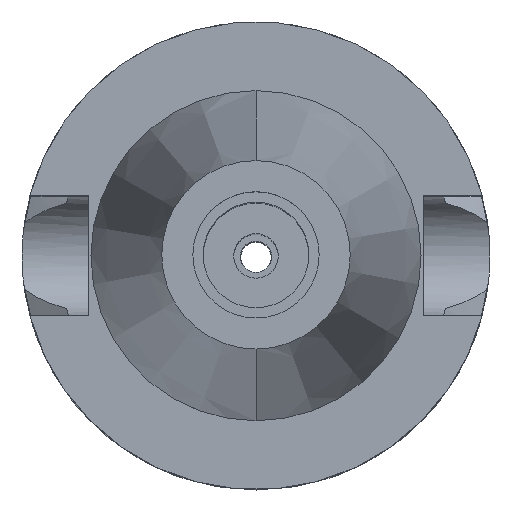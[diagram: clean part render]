
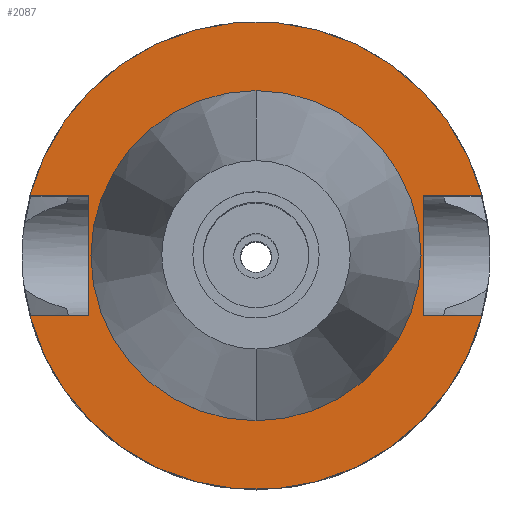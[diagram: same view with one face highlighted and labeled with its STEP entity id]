
A CAD part, top view. The second image highlights one B-rep face of the part: STEP entity #2087.
In plain terms, the highlighted planar face has unit normal (0, 0, 1).
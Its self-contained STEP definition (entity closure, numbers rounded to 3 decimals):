
#22 = ORIENTED_EDGE ( 'NONE', *, *, #2462, .T. ) ;
#48 = LINE ( 'NONE', #969, #801 ) ;
#51 = CARTESIAN_POINT ( 'NONE',  ( 22.5, 8.05, -1. ) ) ;
#103 = FACE_OUTER_BOUND ( 'NONE', #1237, .T. ) ;
#124 = CIRCLE ( 'NONE', #954, 22.225 ) ;
#201 = VERTEX_POINT ( 'NONE', #980 ) ;
#202 = CARTESIAN_POINT ( 'NONE',  ( -22.5, 8.05, -1. ) ) ;
#245 = CARTESIAN_POINT ( 'NONE',  ( 0., 0., -1. ) ) ;
#359 = CARTESIAN_POINT ( 'NONE',  ( 0., 22.225, -1. ) ) ;
#430 = LINE ( 'NONE', #2053, #1770 ) ;
#512 = LINE ( 'NONE', #2164, #719 ) ;
#574 = DIRECTION ( 'NONE',  ( -1., 0., 0. ) ) ;
#581 = DIRECTION ( 'NONE',  ( 0., 0., -1. ) ) ;
#606 = ORIENTED_EDGE ( 'NONE', *, *, #1413, .F. ) ;
#607 = AXIS2_PLACEMENT_3D ( 'NONE', #2496, #635, #2234 ) ;
#635 = DIRECTION ( 'NONE',  ( 0., 0., 1. ) ) ;
#694 = DIRECTION ( 'NONE',  ( 0., 0., 1. ) ) ;
#719 = VECTOR ( 'NONE', #574, 1000. ) ;
#801 = VECTOR ( 'NONE', #2818, 1000. ) ;
#813 = EDGE_CURVE ( 'NONE', #2121, #1492, #1334, .T. ) ;
#826 = ORIENTED_EDGE ( 'NONE', *, *, #2536, .F. ) ;
#831 = CARTESIAN_POINT ( 'NONE',  ( 22.5, -8.05, -1. ) ) ;
#874 = LINE ( 'NONE', #831, #1434 ) ;
#901 = EDGE_CURVE ( 'NONE', #201, #2725, #48, .T. ) ;
#927 = DIRECTION ( 'NONE',  ( 0., 1., 0. ) ) ;
#954 = AXIS2_PLACEMENT_3D ( 'NONE', #245, #694, #927 ) ;
#969 = CARTESIAN_POINT ( 'NONE',  ( -22.5, -8.05, -1. ) ) ;
#980 = CARTESIAN_POINT ( 'NONE',  ( -22.5, -8.05, -1. ) ) ;
#988 = VERTEX_POINT ( 'NONE', #2224 ) ;
#1003 = AXIS2_PLACEMENT_3D ( 'NONE', #2706, #1331, #1755 ) ;
#1012 = ORIENTED_EDGE ( 'NONE', *, *, #1359, .F. ) ;
#1033 = FACE_BOUND ( 'NONE', #1060, .T. ) ;
#1060 = EDGE_LOOP ( 'NONE', ( #1592, #826 ) ) ;
#1109 = ORIENTED_EDGE ( 'NONE', *, *, #813, .F. ) ;
#1237 = EDGE_LOOP ( 'NONE', ( #2608, #1012, #2195, #606, #22, #1109, #2321, #1655 ) ) ;
#1265 = CARTESIAN_POINT ( 'NONE',  ( 22.5, -8.05, -1. ) ) ;
#1268 = CARTESIAN_POINT ( 'NONE',  ( 0., 0., -1. ) ) ;
#1301 = VERTEX_POINT ( 'NONE', #359 ) ;
#1331 = DIRECTION ( 'NONE',  ( 0., 0., -1. ) ) ;
#1334 = CIRCLE ( 'NONE', #1003, 31.5 ) ;
#1359 = EDGE_CURVE ( 'NONE', #1463, #988, #1666, .T. ) ;
#1378 = EDGE_CURVE ( 'NONE', #1301, #1529, #124, .T. ) ;
#1407 = CARTESIAN_POINT ( 'NONE',  ( 30.454, -8.05, -1. ) ) ;
#1413 = EDGE_CURVE ( 'NONE', #1918, #2213, #1820, .T. ) ;
#1434 = VECTOR ( 'NONE', #1969, 1000. ) ;
#1463 = VERTEX_POINT ( 'NONE', #1407 ) ;
#1492 = VERTEX_POINT ( 'NONE', #2965 ) ;
#1529 = VERTEX_POINT ( 'NONE', #2601 ) ;
#1568 = AXIS2_PLACEMENT_3D ( 'NONE', #1983, #2905, #2459 ) ;
#1592 = ORIENTED_EDGE ( 'NONE', *, *, #1378, .F. ) ;
#1655 = ORIENTED_EDGE ( 'NONE', *, *, #901, .F. ) ;
#1666 = CIRCLE ( 'NONE', #1568, 31.5 ) ;
#1672 = CARTESIAN_POINT ( 'NONE',  ( 22.5, 8.05, -1. ) ) ;
#1724 = CARTESIAN_POINT ( 'NONE',  ( -30.454, 8.05, -1. ) ) ;
#1755 = DIRECTION ( 'NONE',  ( 0., 1., 0. ) ) ;
#1770 = VECTOR ( 'NONE', #2100, 1000. ) ;
#1820 = LINE ( 'NONE', #2744, #2240 ) ;
#1918 = VERTEX_POINT ( 'NONE', #51 ) ;
#1940 = PLANE ( 'NONE',  #2297 ) ;
#1969 = DIRECTION ( 'NONE',  ( 1., 0., 0. ) ) ;
#1983 = CARTESIAN_POINT ( 'NONE',  ( 0., 0., -1. ) ) ;
#2053 = CARTESIAN_POINT ( 'NONE',  ( -22.5, 8.05, -1. ) ) ;
#2075 = DIRECTION ( 'NONE',  ( 0., -1., 0. ) ) ;
#2087 = ADVANCED_FACE ( 'NONE', ( #103, #1033 ), #1940, .F. ) ;
#2100 = DIRECTION ( 'NONE',  ( -1., 0., 0. ) ) ;
#2121 = VERTEX_POINT ( 'NONE', #1724 ) ;
#2164 = CARTESIAN_POINT ( 'NONE',  ( -22.5, -8.05, -1. ) ) ;
#2195 = ORIENTED_EDGE ( 'NONE', *, *, #2558, .F. ) ;
#2213 = VERTEX_POINT ( 'NONE', #1265 ) ;
#2224 = CARTESIAN_POINT ( 'NONE',  ( -30.454, -8.05, -1. ) ) ;
#2234 = DIRECTION ( 'NONE',  ( 0., -1., 0. ) ) ;
#2240 = VECTOR ( 'NONE', #2075, 1000. ) ;
#2297 = AXIS2_PLACEMENT_3D ( 'NONE', #1268, #581, #2431 ) ;
#2321 = ORIENTED_EDGE ( 'NONE', *, *, #2664, .F. ) ;
#2336 = EDGE_CURVE ( 'NONE', #201, #988, #512, .T. ) ;
#2431 = DIRECTION ( 'NONE',  ( 0., -1., 0. ) ) ;
#2459 = DIRECTION ( 'NONE',  ( 0., -1., 0. ) ) ;
#2462 = EDGE_CURVE ( 'NONE', #1918, #1492, #2816, .T. ) ;
#2490 = CIRCLE ( 'NONE', #607, 22.225 ) ;
#2496 = CARTESIAN_POINT ( 'NONE',  ( 0., 0., -1. ) ) ;
#2536 = EDGE_CURVE ( 'NONE', #1529, #1301, #2490, .T. ) ;
#2558 = EDGE_CURVE ( 'NONE', #2213, #1463, #874, .T. ) ;
#2601 = CARTESIAN_POINT ( 'NONE',  ( 0., -22.225, -1. ) ) ;
#2608 = ORIENTED_EDGE ( 'NONE', *, *, #2336, .T. ) ;
#2664 = EDGE_CURVE ( 'NONE', #2725, #2121, #430, .T. ) ;
#2706 = CARTESIAN_POINT ( 'NONE',  ( 0., 0., -1. ) ) ;
#2709 = DIRECTION ( 'NONE',  ( 1., 0., 0. ) ) ;
#2725 = VERTEX_POINT ( 'NONE', #202 ) ;
#2744 = CARTESIAN_POINT ( 'NONE',  ( 22.5, 8.05, -1. ) ) ;
#2784 = VECTOR ( 'NONE', #2709, 1000. ) ;
#2816 = LINE ( 'NONE', #1672, #2784 ) ;
#2818 = DIRECTION ( 'NONE',  ( 0., 1., 0. ) ) ;
#2905 = DIRECTION ( 'NONE',  ( 0., 0., -1. ) ) ;
#2965 = CARTESIAN_POINT ( 'NONE',  ( 30.454, 8.05, -1. ) ) ;
